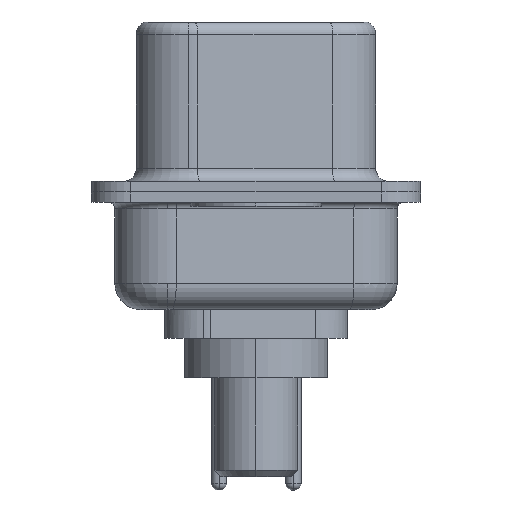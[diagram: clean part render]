
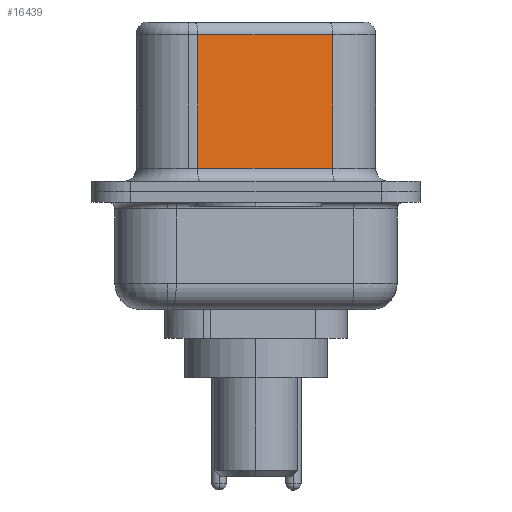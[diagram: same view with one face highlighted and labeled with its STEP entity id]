
A CAD part, left-side view. The second image highlights one B-rep face of the part: STEP entity #16439.
In plain terms, the highlighted planar face has unit normal (-0.985, -0.174, 0).
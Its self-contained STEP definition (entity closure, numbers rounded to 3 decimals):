
#270 = CARTESIAN_POINT ( 'NONE',  ( 3.675, 2.233, 0.9 ) ) ;
#444 = CARTESIAN_POINT ( 'NONE',  ( 4.585, -2.927, 6.52 ) ) ;
#664 = DIRECTION ( 'NONE',  ( 0., 0., -1. ) ) ;
#783 = DIRECTION ( 'NONE',  ( -0.174, 0.985, 0. ) ) ;
#1415 = EDGE_CURVE ( 'NONE', #14064, #15239, #13461, .T. ) ;
#1577 = VECTOR ( 'NONE', #664, 1000. ) ;
#1649 = VECTOR ( 'NONE', #5275, 1000. ) ;
#1742 = VECTOR ( 'NONE', #14909, 1000. ) ;
#1910 = CARTESIAN_POINT ( 'NONE',  ( 4.585, -2.927, 6.52 ) ) ;
#2144 = ORIENTED_EDGE ( 'NONE', *, *, #1415, .T. ) ;
#2817 = EDGE_CURVE ( 'NONE', #15239, #15626, #14424, .T. ) ;
#2875 = EDGE_LOOP ( 'NONE', ( #14319, #2144, #11393, #15585 ) ) ;
#2972 = AXIS2_PLACEMENT_3D ( 'NONE', #1910, #10779, #3205 ) ;
#3205 = DIRECTION ( 'NONE',  ( -0.174, 0.985, 0. ) ) ;
#3516 = VERTEX_POINT ( 'NONE', #8784 ) ;
#5275 = DIRECTION ( 'NONE',  ( 0.174, -0.985, 0. ) ) ;
#5678 = PLANE ( 'NONE',  #2972 ) ;
#5794 = EDGE_CURVE ( 'NONE', #14064, #3516, #15049, .T. ) ;
#8125 = CARTESIAN_POINT ( 'NONE',  ( 4.585, -2.927, 6.02 ) ) ;
#8560 = CARTESIAN_POINT ( 'NONE',  ( 3.675, 2.233, 6.52 ) ) ;
#8784 = CARTESIAN_POINT ( 'NONE',  ( 4.585, -2.927, 0.9 ) ) ;
#9820 = VECTOR ( 'NONE', #783, 1000. ) ;
#10779 = DIRECTION ( 'NONE',  ( 0.985, 0.174, 0. ) ) ;
#10937 = CARTESIAN_POINT ( 'NONE',  ( 4.585, -2.927, 0.9 ) ) ;
#10960 = CARTESIAN_POINT ( 'NONE',  ( 3.675, 2.233, 6.02 ) ) ;
#11130 = FACE_OUTER_BOUND ( 'NONE', #2875, .T. ) ;
#11393 = ORIENTED_EDGE ( 'NONE', *, *, #2817, .T. ) ;
#12592 = EDGE_CURVE ( 'NONE', #15626, #3516, #15137, .T. ) ;
#13461 = LINE ( 'NONE', #8125, #9820 ) ;
#14064 = VERTEX_POINT ( 'NONE', #16122 ) ;
#14319 = ORIENTED_EDGE ( 'NONE', *, *, #5794, .F. ) ;
#14424 = LINE ( 'NONE', #8560, #1742 ) ;
#14909 = DIRECTION ( 'NONE',  ( 0., 0., -1. ) ) ;
#15049 = LINE ( 'NONE', #444, #1577 ) ;
#15137 = LINE ( 'NONE', #10937, #1649 ) ;
#15239 = VERTEX_POINT ( 'NONE', #10960 ) ;
#15585 = ORIENTED_EDGE ( 'NONE', *, *, #12592, .T. ) ;
#15626 = VERTEX_POINT ( 'NONE', #270 ) ;
#16122 = CARTESIAN_POINT ( 'NONE',  ( 4.585, -2.927, 6.02 ) ) ;
#16439 = ADVANCED_FACE ( 'NONE', ( #11130 ), #5678, .F. ) ;
